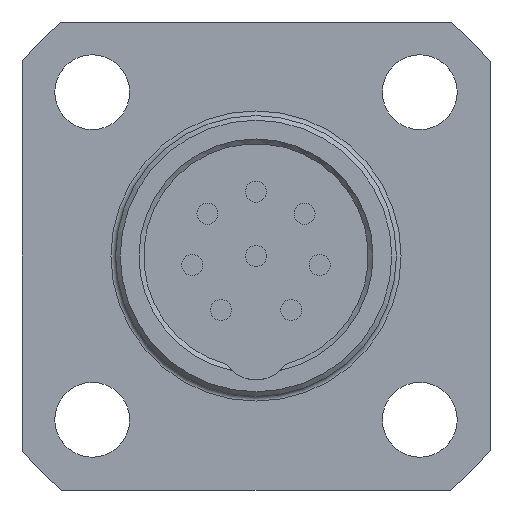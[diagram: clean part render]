
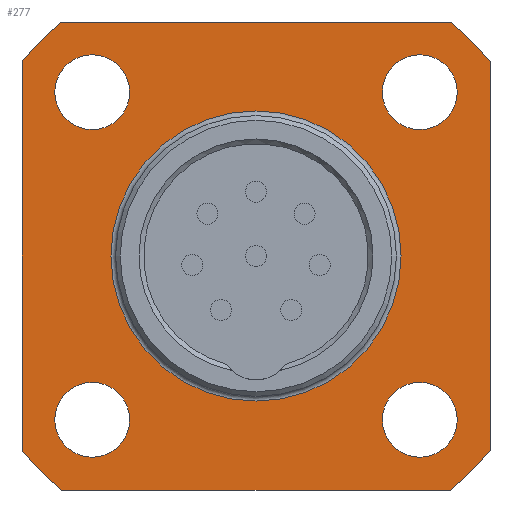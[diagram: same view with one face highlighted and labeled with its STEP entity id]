
A CAD part, left-side view. The second image highlights one B-rep face of the part: STEP entity #277.
In plain terms, the highlighted planar face has unit normal (-1, 0, 0).
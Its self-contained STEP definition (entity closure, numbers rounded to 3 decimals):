
#124=PLANE('',#1237);
#158=FACE_OUTER_BOUND('',#519,.T.);
#223=LINE('',#1844,#249);
#224=LINE('',#1845,#250);
#225=LINE('',#1846,#251);
#226=LINE('',#1847,#252);
#249=VECTOR('',#1475,1.);
#250=VECTOR('',#1476,1.);
#251=VECTOR('',#1477,1.);
#252=VECTOR('',#1478,1.);
#277=ADVANCED_FACE('',(#404,#405,#406,#407,#408,#158),#124,.F.);
#404=FACE_BOUND('',#514,.T.);
#405=FACE_BOUND('',#515,.T.);
#406=FACE_BOUND('',#516,.T.);
#407=FACE_BOUND('',#517,.T.);
#408=FACE_BOUND('',#518,.T.);
#514=EDGE_LOOP('',(#696));
#515=EDGE_LOOP('',(#697));
#516=EDGE_LOOP('',(#698));
#517=EDGE_LOOP('',(#699));
#518=EDGE_LOOP('',(#700));
#519=EDGE_LOOP('',(#701,#702,#703,#704,#705,#706,#707,#708));
#696=ORIENTED_EDGE('',*,*,#1025,.F.);
#697=ORIENTED_EDGE('',*,*,#1026,.F.);
#698=ORIENTED_EDGE('',*,*,#1027,.T.);
#699=ORIENTED_EDGE('',*,*,#1028,.T.);
#700=ORIENTED_EDGE('',*,*,#1029,.T.);
#701=ORIENTED_EDGE('',*,*,#1021,.T.);
#702=ORIENTED_EDGE('',*,*,#1030,.F.);
#703=ORIENTED_EDGE('',*,*,#1001,.T.);
#704=ORIENTED_EDGE('',*,*,#1031,.F.);
#705=ORIENTED_EDGE('',*,*,#1005,.T.);
#706=ORIENTED_EDGE('',*,*,#1032,.F.);
#707=ORIENTED_EDGE('',*,*,#1009,.T.);
#708=ORIENTED_EDGE('',*,*,#1033,.F.);
#898=VERTEX_POINT('',#1780);
#900=VERTEX_POINT('',#1784);
#902=VERTEX_POINT('',#1789);
#904=VERTEX_POINT('',#1793);
#906=VERTEX_POINT('',#1798);
#908=VERTEX_POINT('',#1802);
#916=VERTEX_POINT('',#1824);
#917=VERTEX_POINT('',#1826);
#920=VERTEX_POINT('',#1835);
#921=VERTEX_POINT('',#1837);
#922=VERTEX_POINT('',#1839);
#923=VERTEX_POINT('',#1841);
#924=VERTEX_POINT('',#1843);
#1001=EDGE_CURVE('',#898,#900,#1115,.T.);
#1005=EDGE_CURVE('',#902,#904,#1117,.T.);
#1009=EDGE_CURVE('',#906,#908,#1119,.T.);
#1021=EDGE_CURVE('',#917,#916,#1126,.T.);
#1025=EDGE_CURVE('',#920,#920,#1129,.T.);
#1026=EDGE_CURVE('',#921,#921,#1130,.T.);
#1027=EDGE_CURVE('',#922,#922,#1131,.T.);
#1028=EDGE_CURVE('',#923,#923,#1132,.T.);
#1029=EDGE_CURVE('',#924,#924,#1133,.T.);
#1030=EDGE_CURVE('',#898,#916,#223,.T.);
#1031=EDGE_CURVE('',#902,#900,#224,.T.);
#1032=EDGE_CURVE('',#906,#904,#225,.T.);
#1033=EDGE_CURVE('',#917,#908,#226,.T.);
#1115=CIRCLE('',#1212,13.);
#1117=CIRCLE('',#1215,13.);
#1119=CIRCLE('',#1218,13.);
#1126=CIRCLE('',#1227,13.);
#1129=CIRCLE('',#1232,1.6);
#1130=CIRCLE('',#1233,1.6);
#1131=CIRCLE('',#1234,1.6);
#1132=CIRCLE('',#1235,1.6);
#1133=CIRCLE('',#1236,6.2);
#1212=AXIS2_PLACEMENT_3D('',#1785,#1415,#1416);
#1215=AXIS2_PLACEMENT_3D('',#1794,#1423,#1424);
#1218=AXIS2_PLACEMENT_3D('',#1803,#1431,#1432);
#1227=AXIS2_PLACEMENT_3D('',#1825,#1454,#1455);
#1232=AXIS2_PLACEMENT_3D('',#1834,#1465,#1466);
#1233=AXIS2_PLACEMENT_3D('',#1836,#1467,#1468);
#1234=AXIS2_PLACEMENT_3D('',#1838,#1469,#1470);
#1235=AXIS2_PLACEMENT_3D('',#1840,#1471,#1472);
#1236=AXIS2_PLACEMENT_3D('',#1842,#1473,#1474);
#1237=AXIS2_PLACEMENT_3D('',#1848,#1479,#1480);
#1415=DIRECTION('',(-1.,0.,0.));
#1416=DIRECTION('',(0.,0.,-1.));
#1423=DIRECTION('',(-1.,0.,0.));
#1424=DIRECTION('',(0.,0.,-1.));
#1431=DIRECTION('',(-1.,0.,0.));
#1432=DIRECTION('',(0.,0.,-1.));
#1454=DIRECTION('',(-1.,0.,0.));
#1455=DIRECTION('',(0.,0.,-1.));
#1465=DIRECTION('',(-1.,0.,0.));
#1466=DIRECTION('',(0.,0.,-1.));
#1467=DIRECTION('',(-1.,0.,0.));
#1468=DIRECTION('',(0.,0.,-1.));
#1469=DIRECTION('',(1.,0.,0.));
#1470=DIRECTION('',(0.,0.,-1.));
#1471=DIRECTION('',(1.,0.,0.));
#1472=DIRECTION('',(0.,0.,-1.));
#1473=DIRECTION('',(1.,0.,0.));
#1474=DIRECTION('',(0.,0.,-1.));
#1475=DIRECTION('',(0.,0.,1.));
#1476=DIRECTION('',(0.,1.,0.));
#1477=DIRECTION('',(0.,0.,-1.));
#1478=DIRECTION('',(0.,-1.,0.));
#1479=DIRECTION('',(1.,0.,0.));
#1480=DIRECTION('',(0.,0.,-1.));
#1780=CARTESIAN_POINT('',(5.,10.,-8.307));
#1784=CARTESIAN_POINT('',(5.,8.307,-10.));
#1785=CARTESIAN_POINT('',(5.,0.,0.));
#1789=CARTESIAN_POINT('',(5.,-8.307,-10.));
#1793=CARTESIAN_POINT('',(5.,-10.,-8.307));
#1794=CARTESIAN_POINT('',(5.,0.,0.));
#1798=CARTESIAN_POINT('',(5.,-10.,8.307));
#1802=CARTESIAN_POINT('',(5.,-8.307,10.));
#1803=CARTESIAN_POINT('',(5.,0.,0.));
#1824=CARTESIAN_POINT('',(5.,10.,8.307));
#1825=CARTESIAN_POINT('',(5.,0.,0.));
#1826=CARTESIAN_POINT('',(5.,8.307,10.));
#1834=CARTESIAN_POINT('',(5.,7.,7.));
#1835=CARTESIAN_POINT('',(5.,7.,5.4));
#1836=CARTESIAN_POINT('',(5.,7.,-7.));
#1837=CARTESIAN_POINT('',(5.,7.,-8.6));
#1838=CARTESIAN_POINT('',(5.,-7.,7.));
#1839=CARTESIAN_POINT('',(5.,-7.,5.4));
#1840=CARTESIAN_POINT('',(5.,-7.,-7.));
#1841=CARTESIAN_POINT('',(5.,-7.,-8.6));
#1842=CARTESIAN_POINT('',(5.,0.,0.));
#1843=CARTESIAN_POINT('',(5.,0.,-6.2));
#1844=CARTESIAN_POINT('',(5.,10.,-10.));
#1845=CARTESIAN_POINT('',(5.,-10.,-10.));
#1846=CARTESIAN_POINT('',(5.,-10.,10.));
#1847=CARTESIAN_POINT('',(5.,10.,10.));
#1848=CARTESIAN_POINT('',(5.,0.,0.));
